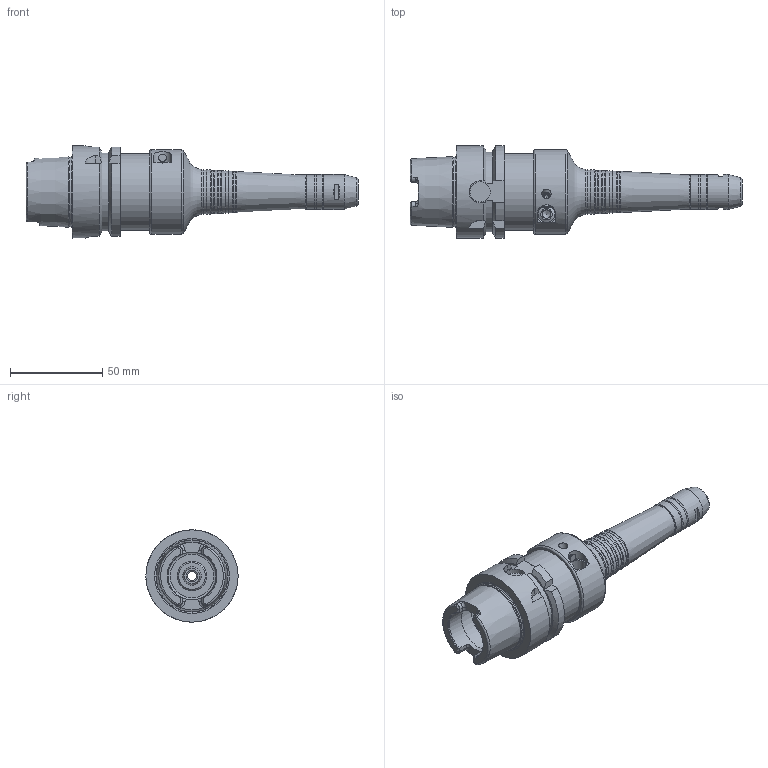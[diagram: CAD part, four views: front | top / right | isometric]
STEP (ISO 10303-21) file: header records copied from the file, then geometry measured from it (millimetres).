
FILE_DESCRIPTION((''),'2;1');
FILE_NAME('577014608155 HSK50A-PHC08SB-155-NC-3D.stp','2022-12-02T16:01:39',('nttooll'),(''),'Autodesk Inventor 2012','Autodesk Inventor 2012','');
FILE_SCHEMA(('AUTOMOTIVE_DESIGN { 1 0 10303 214 1 1 1 1 }'));
Length unit declared in the file: millimetre
Products named in the file (1): 577014608155 HSK50A-PHC08SB-155-NC-3D
Bounding box: 180 x 50 x 50 mm (x, y, z)
Volume: 130482.1 mm3; surface area: 31522.6 mm2
Topology: 1 solids, 1 shells, 233 faces, 546 edges, 336 vertices
Faces by surface type: plane 75, cylinder 67, cone 67, torus 23, revolution 1
Full cylindrical faces by diameter (mm): 0.7 x2, 2.309 x2, 4 x2, 4.1 x1, 4.619 x2, 5 x3, 6.4 x1, 6.5 x1, 8 x2, 8.4 x2, 9 x2, 9.5 x1, 10 x1, 11 x1, 14 x1, 16 x1, 19 x3, 26 x1, 26.6 x1, 32 x1, 37.9 x1, 41.5 x1, 45.8 x1, 50 x1
Entity records: 6428 total; most frequent: CARTESIAN_POINT 1513, DIRECTION 1063, ORIENTED_EDGE 868, AXIS2_PLACEMENT_3D 460, EDGE_CURVE 434, EDGE_LOOP 356, VERTEX_POINT 320, FACE_OUTER_BOUND 233
